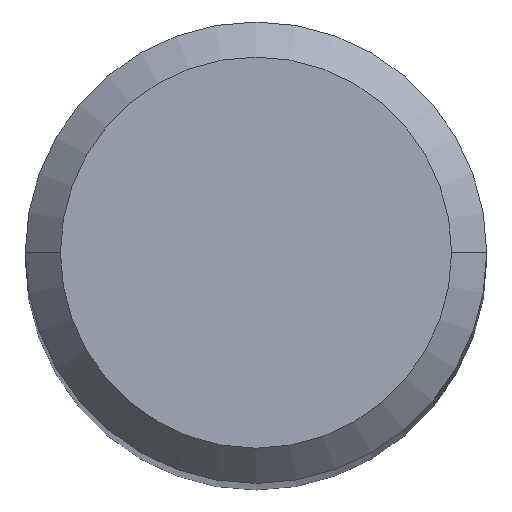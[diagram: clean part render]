
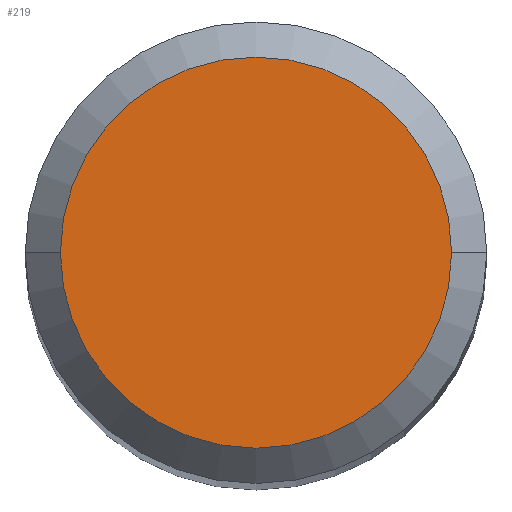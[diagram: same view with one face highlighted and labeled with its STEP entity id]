
A CAD part, top view. The second image highlights one B-rep face of the part: STEP entity #219.
In plain terms, the highlighted planar face has unit normal (0, 0, 1).
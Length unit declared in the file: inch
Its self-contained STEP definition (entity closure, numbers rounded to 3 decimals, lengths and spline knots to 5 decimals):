
#9 = PLANE ( 'NONE',  #98 ) ;
#16 = CARTESIAN_POINT ( 'NONE',  ( 0., 0., 1.9685 ) ) ;
#19 = DIRECTION ( 'NONE',  ( 0., 0., 1. ) ) ;
#39 = CIRCLE ( 'NONE', #179, 0.08342 ) ;
#48 = EDGE_CURVE ( 'NONE', #122, #245, #211, .T. ) ;
#78 = CARTESIAN_POINT ( 'NONE',  ( 0., 0., 1.9685 ) ) ;
#79 = EDGE_CURVE ( 'NONE', #245, #122, #39, .T. ) ;
#92 = DIRECTION ( 'NONE',  ( 1., 0., 0. ) ) ;
#98 = AXIS2_PLACEMENT_3D ( 'NONE', #125, #191, #106 ) ;
#106 = DIRECTION ( 'NONE',  ( 1., 0., 0. ) ) ;
#108 = FACE_OUTER_BOUND ( 'NONE', #181, .T. ) ;
#114 = DIRECTION ( 'NONE',  ( 1., 0., 0. ) ) ;
#122 = VERTEX_POINT ( 'NONE', #233 ) ;
#125 = CARTESIAN_POINT ( 'NONE',  ( 0., 0., 1.9685 ) ) ;
#166 = ORIENTED_EDGE ( 'NONE', *, *, #48, .T. ) ;
#179 = AXIS2_PLACEMENT_3D ( 'NONE', #78, #193, #114 ) ;
#181 = EDGE_LOOP ( 'NONE', ( #166, #187 ) ) ;
#187 = ORIENTED_EDGE ( 'NONE', *, *, #79, .T. ) ;
#191 = DIRECTION ( 'NONE',  ( 0., 0., 1. ) ) ;
#193 = DIRECTION ( 'NONE',  ( 0., 0., 1. ) ) ;
#211 = CIRCLE ( 'NONE', #221, 0.08342 ) ;
#219 = ADVANCED_FACE ( 'NONE', ( #108 ), #9, .T. ) ;
#221 = AXIS2_PLACEMENT_3D ( 'NONE', #16, #19, #92 ) ;
#233 = CARTESIAN_POINT ( 'NONE',  ( -0.08342, 0., 1.9685 ) ) ;
#241 = CARTESIAN_POINT ( 'NONE',  ( 0.08342, 0., 1.9685 ) ) ;
#245 = VERTEX_POINT ( 'NONE', #241 ) ;
